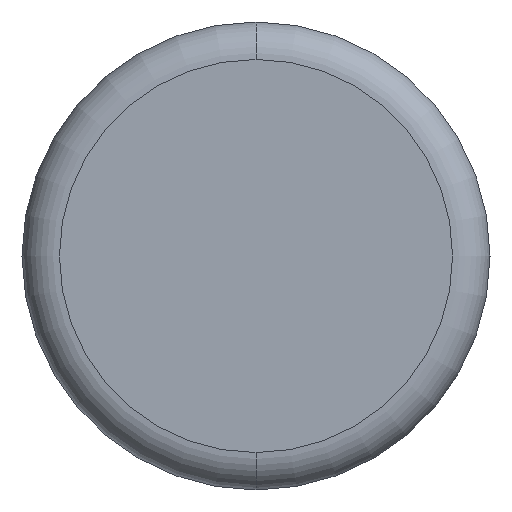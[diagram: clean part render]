
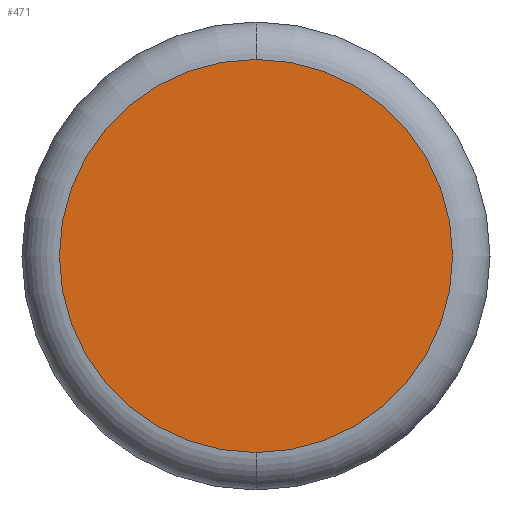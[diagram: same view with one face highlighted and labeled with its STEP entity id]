
A CAD part, front view. The second image highlights one B-rep face of the part: STEP entity #471.
In plain terms, the highlighted planar face has unit normal (0, -1, 0).
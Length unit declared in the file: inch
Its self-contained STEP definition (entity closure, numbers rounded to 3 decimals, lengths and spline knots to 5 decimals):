
#7 = AXIS2_PLACEMENT_3D ( 'NONE', #418, #111, #244 ) ;
#13 = VERTEX_POINT ( 'NONE', #117 ) ;
#33 = CIRCLE ( 'NONE', #377, 0.0525 ) ;
#44 = VERTEX_POINT ( 'NONE', #47 ) ;
#47 = CARTESIAN_POINT ( 'NONE',  ( 0., 0., 0.0525 ) ) ;
#53 = EDGE_LOOP ( 'NONE', ( #100, #321 ) ) ;
#100 = ORIENTED_EDGE ( 'NONE', *, *, #230, .T. ) ;
#111 = DIRECTION ( 'NONE',  ( 0., -1., 0. ) ) ;
#117 = CARTESIAN_POINT ( 'NONE',  ( 0., 0., -0.0525 ) ) ;
#151 = AXIS2_PLACEMENT_3D ( 'NONE', #308, #531, #534 ) ;
#191 = DIRECTION ( 'NONE',  ( 0., -1., 0. ) ) ;
#230 = EDGE_CURVE ( 'NONE', #13, #44, #33, .T. ) ;
#244 = DIRECTION ( 'NONE',  ( 0., 0., -1. ) ) ;
#301 = PLANE ( 'NONE',  #151 ) ;
#308 = CARTESIAN_POINT ( 'NONE',  ( 0., 0., 0. ) ) ;
#318 = EDGE_CURVE ( 'NONE', #44, #13, #429, .T. ) ;
#321 = ORIENTED_EDGE ( 'NONE', *, *, #318, .T. ) ;
#377 = AXIS2_PLACEMENT_3D ( 'NONE', #389, #191, #511 ) ;
#389 = CARTESIAN_POINT ( 'NONE',  ( 0., 0., 0. ) ) ;
#418 = CARTESIAN_POINT ( 'NONE',  ( 0., 0., 0. ) ) ;
#429 = CIRCLE ( 'NONE', #7, 0.0525 ) ;
#471 = ADVANCED_FACE ( 'NONE', ( #518 ), #301, .T. ) ;
#511 = DIRECTION ( 'NONE',  ( 0., 0., -1. ) ) ;
#518 = FACE_OUTER_BOUND ( 'NONE', #53, .T. ) ;
#531 = DIRECTION ( 'NONE',  ( 0., -1., 0. ) ) ;
#534 = DIRECTION ( 'NONE',  ( 0., 0., -1. ) ) ;
